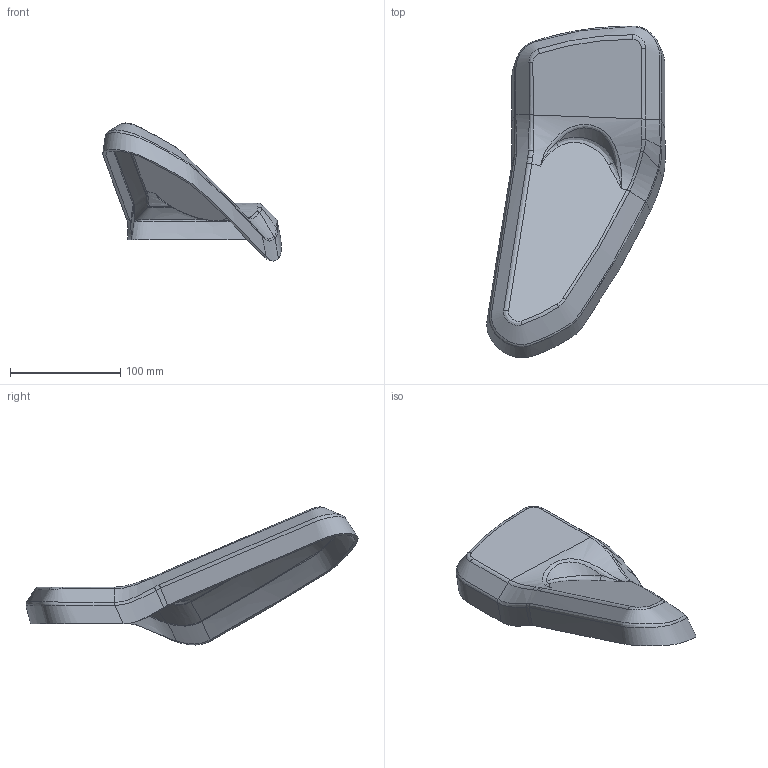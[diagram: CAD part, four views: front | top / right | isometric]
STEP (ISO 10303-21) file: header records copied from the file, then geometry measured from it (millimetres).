
FILE_DESCRIPTION(('FreeCAD Model'),'2;1');
FILE_NAME('left_collar.step', '2017-03-15T14:56:34',('Author'),(''), 'Open CASCADE STEP processor 6.8','FreeCAD','Unknown');
FILE_SCHEMA(('AUTOMOTIVE_DESIGN_CC2 { 1 2 10303 214 -1 1 5 4 }'));
Length unit declared in the file: millimetre
Products named in the file (2): ASSEMBLY; Pad005
Assembly tree (1 placements, depth 2):
  ASSEMBLY
    Pad005
Bounding box: 162.19 x 301.73 x 125.44 mm (x, y, z)
Volume: 159948.2 mm3; surface area: 108198.9 mm2
Topology: 1 solids, 1 shells, 90 faces, 293 edges, 201 vertices
Faces by surface type: bspline 84, plane 6
Entity records: 22374 total; most frequent: CARTESIAN_POINT 20532, ORIENTED_EDGE 578, EDGE_CURVE 289, B_SPLINE_CURVE_WITH_KNOTS 246, VERTEX_POINT 201, ADVANCED_FACE 90, FACE_BOUND 90, EDGE_LOOP 90
